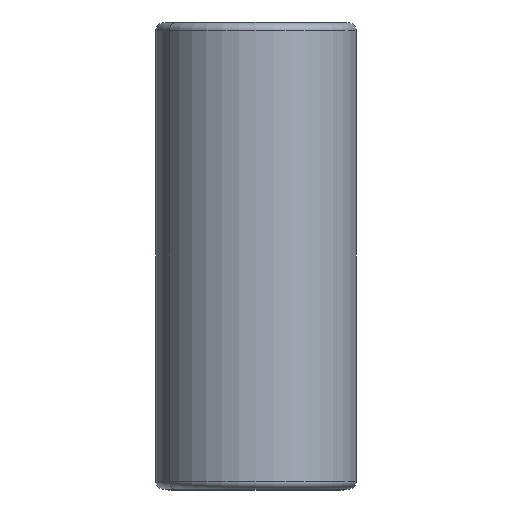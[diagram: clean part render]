
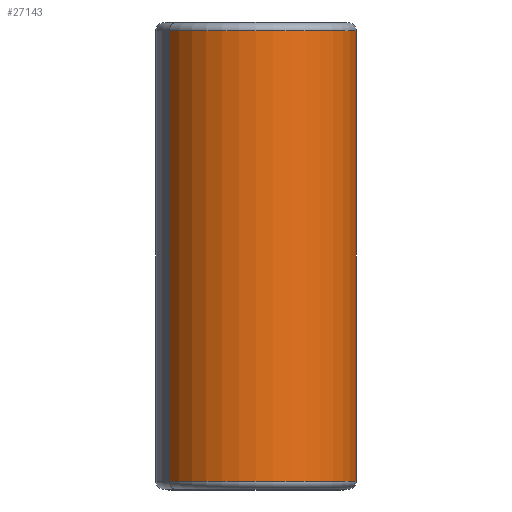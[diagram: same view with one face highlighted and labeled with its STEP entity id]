
A CAD part, left-side view. The second image highlights one B-rep face of the part: STEP entity #27143.
In plain terms, the highlighted cylindrical face has radius 6.25 mm (diameter 12.5 mm), a partial arc.
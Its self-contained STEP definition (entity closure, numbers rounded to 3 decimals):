
#2151=DIRECTION('',(0.,0.,1.));
#2152=VECTOR('',#2151,28.1);
#2153=CARTESIAN_POINT('',(3.125,-5.413,-14.05));
#2154=LINE('',#2153,#2152);
#3867=CARTESIAN_POINT('',(0.,0.,14.05));
#3868=DIRECTION('',(0.,0.,1.));
#3869=DIRECTION('',(-0.5,0.866,0.));
#3870=AXIS2_PLACEMENT_3D('',#3867,#3868,#3869);
#3872=CARTESIAN_POINT('',(0.,0.,-14.05));
#3873=DIRECTION('',(0.,0.,-1.));
#3874=DIRECTION('',(0.5,-0.866,0.));
#3875=AXIS2_PLACEMENT_3D('',#3872,#3873,#3874);
#3877=DIRECTION('',(0.,0.,1.));
#3878=VECTOR('',#3877,28.1);
#3879=CARTESIAN_POINT('',(-3.125,5.413,-14.05));
#3880=LINE('',#3879,#3878);
#21649=CARTESIAN_POINT('',(-3.125,5.413,14.05));
#21650=CARTESIAN_POINT('',(3.125,-5.413,14.05));
#21651=VERTEX_POINT('',#21649);
#21652=VERTEX_POINT('',#21650);
#21657=CARTESIAN_POINT('',(3.125,-5.413,-14.05));
#21658=CARTESIAN_POINT('',(-3.125,5.413,-14.05));
#21659=VERTEX_POINT('',#21657);
#21660=VERTEX_POINT('',#21658);
#27131=CARTESIAN_POINT('',(0.,0.,-14.55));
#27132=DIRECTION('',(0.,0.,1.));
#27133=DIRECTION('',(0.5,-0.866,0.));
#27134=AXIS2_PLACEMENT_3D('',#27131,#27132,#27133);
#27135=CYLINDRICAL_SURFACE('',#27134,6.25);
#27136=ORIENTED_EDGE('',*,*,#26376,.T.);
#27137=ORIENTED_EDGE('',*,*,#26406,.F.);
#27139=ORIENTED_EDGE('',*,*,#27138,.T.);
#27140=ORIENTED_EDGE('',*,*,#26402,.T.);
#27141=EDGE_LOOP('',(#27136,#27137,#27139,#27140));
#27142=FACE_OUTER_BOUND('',#27141,.F.);
#27143=ADVANCED_FACE('',(#27142),#27135,.T.);
#3871=CIRCLE('',#3870,6.25);
#3876=CIRCLE('',#3875,6.25);
#26376=EDGE_CURVE('',#21651,#21652,#3871,.T.);
#26402=EDGE_CURVE('',#21660,#21651,#3880,.T.);
#26406=EDGE_CURVE('',#21659,#21652,#2154,.T.);
#27138=EDGE_CURVE('',#21659,#21660,#3876,.T.);
